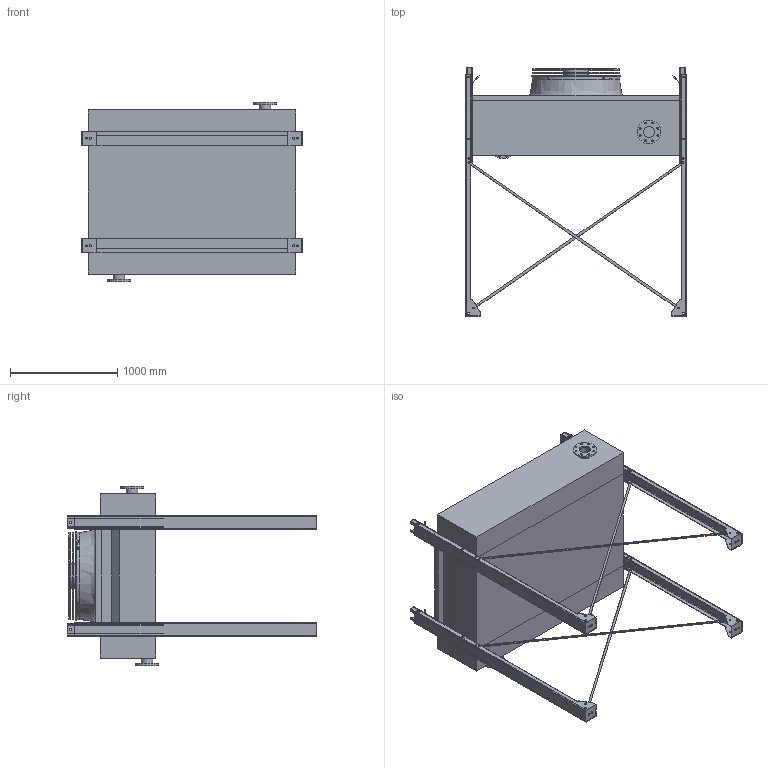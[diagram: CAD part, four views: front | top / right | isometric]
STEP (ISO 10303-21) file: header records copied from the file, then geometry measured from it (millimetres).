
FILE_DESCRIPTION (( 'STEP AP203' ), '1' );
FILE_NAME ('BOL__01C_HV_OS.STEP', '2017-03-24T10:01:52', ( 'Alfa Laval' ), ( 'Alfa Laval' ), 'SwSTEP 2.0', 'SolidWorks 2016', '' );
FILE_SCHEMA (( 'CONFIG_CONTROL_DESIGN' ));
Length unit declared in the file: millimetre
Products named in the file (5): BO_HV_LIGHT_BOCF_48T_C_1M_OS; BOFE_HV_LIGHT_BOL1C; BO_KIT FEET_LIGHT_BOL1C; BOFA_LIGHT_�800; BOL__01C_HV_OS
Assembly tree (4 placements, depth 2):
  BOL__01C_HV_OS
    BO_HV_LIGHT_BOCF_48T_C_1M_OS
    BOFE_HV_LIGHT_BOL1C
    BO_KIT FEET_LIGHT_BOL1C
    BOFA_LIGHT_�800
Bounding box: 2060 x 2323 x 1670 mm (x, y, z)
Volume: 1708836841.4 mm3; surface area: 22575412.2 mm2
Topology: 28 solids, 29 shells, 676 faces, 1868 edges, 1260 vertices
Faces by surface type: plane 338, cylinder 278, torus 53, cone 6, bspline 1
Full cylindrical faces by diameter (mm): 14 x44, 15 x24, 18 x24, 20 x12, 28 x12, 103 x2, 108 x2, 220 x2, 228 x1, 236 x1, 262.56 x1, 276 x1, 308 x1, 328 x1, 405 x1, 425 x1, 502 x1, 522 x1, 599 x1, 619 x1, 696 x1, 716 x1, 793 x1, 812 x1
Entity records: 22938 total; most frequent: CARTESIAN_POINT 5311, DIRECTION 3615, ORIENTED_EDGE 3240, EDGE_CURVE 1620, AXIS2_PLACEMENT_3D 1367, VERTEX_POINT 1160, EDGE_LOOP 1104, LINE 881
